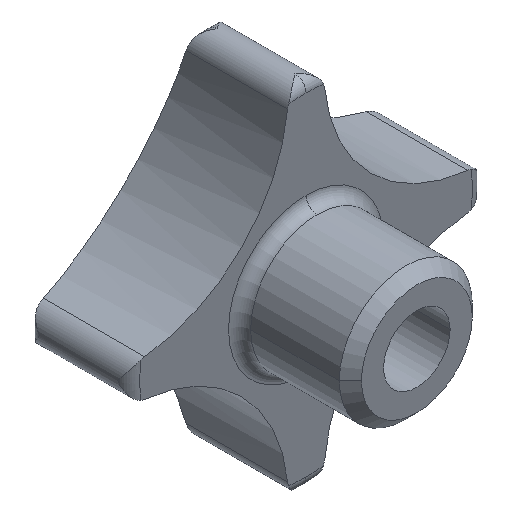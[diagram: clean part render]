
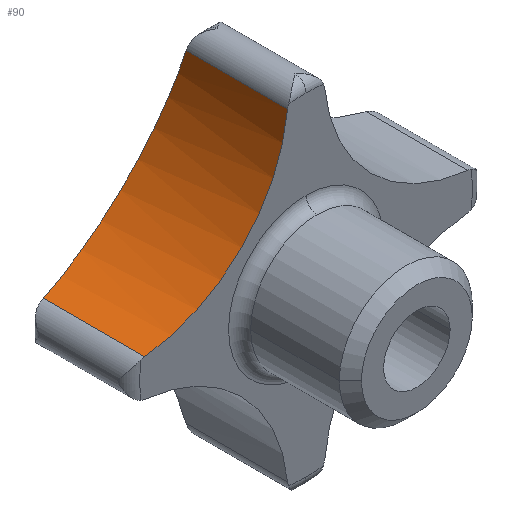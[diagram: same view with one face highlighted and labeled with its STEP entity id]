
A CAD part, isometric view. The second image highlights one B-rep face of the part: STEP entity #90.
In plain terms, the highlighted cylindrical face has radius 14.4 mm (diameter 28.8 mm), a partial arc.
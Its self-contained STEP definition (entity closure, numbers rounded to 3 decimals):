
#90 = ADVANCED_FACE( '', ( #139 ), #140, .F. );
#139 = FACE_OUTER_BOUND( '', #207, .T. );
#140 = CYLINDRICAL_SURFACE( '', #208, 14.4 );
#207 = EDGE_LOOP( '', ( #358, #359, #360, #361 ) );
#208 = AXIS2_PLACEMENT_3D( '', #362, #363, #364 );
#358 = ORIENTED_EDGE( '', *, *, #580, .F. );
#359 = ORIENTED_EDGE( '', *, *, #579, .F. );
#360 = ORIENTED_EDGE( '', *, *, #581, .F. );
#361 = ORIENTED_EDGE( '', *, *, #582, .T. );
#362 = CARTESIAN_POINT( '', ( -16., 0., 16. ) );
#363 = DIRECTION( '', ( 0., -1., 0. ) );
#364 = DIRECTION( '', ( 0.099, 0., -0.995 ) );
#579 = EDGE_CURVE( '', #717, #701, #719, .T. );
#580 = EDGE_CURVE( '', #701, #720, #721, .T. );
#581 = EDGE_CURVE( '', #722, #717, #723, .T. );
#582 = EDGE_CURVE( '', #722, #720, #724, .T. );
#701 = VERTEX_POINT( '', #984 );
#717 = VERTEX_POINT( '', #1053 );
#719 = LINE( '', #1055, #1056 );
#720 = VERTEX_POINT( '', #1057 );
#721 = B_SPLINE_CURVE_WITH_KNOTS( '', 3, ( #1058, #1059, #1060, #1061, #1062, #1063, #1064, #1065, #1066, #1067, #1068, #1069, #1070, #1071, #1072, #1073 ), .UNSPECIFIED., .F., .F., ( 4, 2, 2, 2, 2, 2, 2, 4 ), ( 0., 2.735, 5.47, 8.204, 10.939, 13.718, 16.496, 19.164 ), .UNSPECIFIED. );
#722 = VERTEX_POINT( '', #1074 );
#723 = CIRCLE( '', #1075, 14.4 );
#724 = LINE( '', #1076, #1077 );
#984 = CARTESIAN_POINT( '', ( -14.572, 19.157, 1.671 ) );
#1053 = CARTESIAN_POINT( '', ( -14.572, 10., 1.671 ) );
#1055 = CARTESIAN_POINT( '', ( -14.572, 0., 1.671 ) );
#1056 = VECTOR( '', #1284, 1. );
#1057 = CARTESIAN_POINT( '', ( -1.671, 19.157, 14.572 ) );
#1058 = CARTESIAN_POINT( '', ( -14.572, 19.157, 1.671 ) );
#1059 = CARTESIAN_POINT( '', ( -13.692, 19.378, 1.759 ) );
#1060 = CARTESIAN_POINT( '', ( -12.783, 19.581, 1.933 ) );
#1061 = CARTESIAN_POINT( '', ( -10.985, 19.929, 2.469 ) );
#1062 = CARTESIAN_POINT( '', ( -10.095, 20.073, 2.831 ) );
#1063 = CARTESIAN_POINT( '', ( -8.402, 20.291, 3.73 ) );
#1064 = CARTESIAN_POINT( '', ( -7.598, 20.364, 4.267 ) );
#1065 = CARTESIAN_POINT( '', ( -6.127, 20.436, 5.474 ) );
#1066 = CARTESIAN_POINT( '', ( -5.461, 20.434, 6.145 ) );
#1067 = CARTESIAN_POINT( '', ( -4.294, 20.366, 7.563 ) );
#1068 = CARTESIAN_POINT( '', ( -3.759, 20.296, 8.356 ) );
#1069 = CARTESIAN_POINT( '', ( -2.852, 20.08, 10.05 ) );
#1070 = CARTESIAN_POINT( '', ( -2.48, 19.935, 10.951 ) );
#1071 = CARTESIAN_POINT( '', ( -1.938, 19.585, 12.762 ) );
#1072 = CARTESIAN_POINT( '', ( -1.761, 19.383, 13.671 ) );
#1073 = CARTESIAN_POINT( '', ( -1.671, 19.157, 14.572 ) );
#1074 = CARTESIAN_POINT( '', ( -1.671, 10., 14.572 ) );
#1075 = AXIS2_PLACEMENT_3D( '', #1285, #1286, #1287 );
#1076 = CARTESIAN_POINT( '', ( -1.671, 0., 14.572 ) );
#1077 = VECTOR( '', #1288, 1. );
#1284 = DIRECTION( '', ( 0., 1., 0. ) );
#1285 = CARTESIAN_POINT( '', ( -16., 10., 16. ) );
#1286 = DIRECTION( '', ( 0., 1., 0. ) );
#1287 = DIRECTION( '', ( 0.099, 0., -0.995 ) );
#1288 = DIRECTION( '', ( 0., 1., 0. ) );
